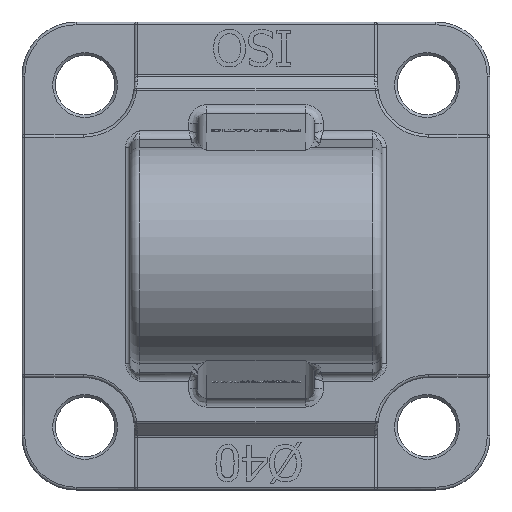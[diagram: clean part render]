
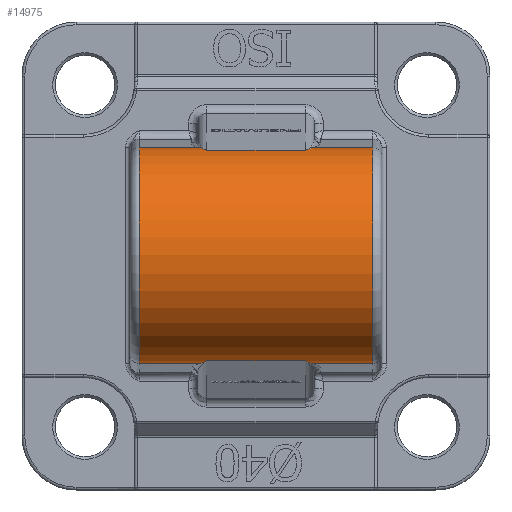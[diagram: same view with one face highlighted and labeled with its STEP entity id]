
A CAD part, top view. The second image highlights one B-rep face of the part: STEP entity #14975.
In plain terms, the highlighted cylindrical face has radius 12 mm (diameter 24 mm), a partial arc.
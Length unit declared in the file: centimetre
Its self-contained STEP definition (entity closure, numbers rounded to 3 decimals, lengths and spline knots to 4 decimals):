
#111=CYLINDRICAL_SURFACE($,#15590,1.2);
#203=CIRCLE($,#15591,1.2);
#204=CIRCLE($,#15592,1.2);
#1380=FACE_OUTER_BOUND($,#2256,.T.);
#2256=EDGE_LOOP($,(#12713,#12714,#12715,#12716,#12717,#12718,#12719,#12720,
#12721,#12722,#12723,#12724));
#3234=LINE($,#22790,#4601);
#3603=LINE($,#26124,#4970);
#3630=LINE($,#26669,#4997);
#3631=LINE($,#26673,#4998);
#3632=LINE($,#26688,#4999);
#3633=LINE($,#26692,#5000);
#4601=VECTOR($,#17047,1.1);
#4970=VECTOR($,#17604,1.1);
#4997=VECTOR($,#17701,0.6752);
#4998=VECTOR($,#17704,0.6752);
#4999=VECTOR($,#17705,0.6752);
#5000=VECTOR($,#17708,0.6752);
#5823=B_SPLINE_CURVE_WITH_KNOTS($,3,(#26520,#26521,#26522,#26523,#26524,
#26525),.UNSPECIFIED.,.F.,.F.,(4,2,4),(-0.2214,0.,0.0013),
 .UNSPECIFIED.);
#5829=B_SPLINE_CURVE_WITH_KNOTS($,3,(#26674,#26675,#26676,#26677,#26678,
#26679),.UNSPECIFIED.,.F.,.F.,(4,2,4),(-0.0012,0.,0.2215),
 .UNSPECIFIED.);
#5830=B_SPLINE_CURVE_WITH_KNOTS($,3,(#26681,#26682,#26683,#26684,#26685,
#26686),.UNSPECIFIED.,.F.,.F.,(4,2,4),(-0.2214,0.,0.0013),
 .UNSPECIFIED.);
#5831=B_SPLINE_CURVE_WITH_KNOTS($,3,(#26693,#26694,#26695,#26696,#26697,
#26698),.UNSPECIFIED.,.F.,.F.,(4,2,4),(-0.0012,0.,0.2215),
 .UNSPECIFIED.);
#6549=VERTEX_POINT($,#22786);
#6551=VERTEX_POINT($,#22789);
#6960=VERTEX_POINT($,#26118);
#6962=VERTEX_POINT($,#26122);
#7002=VERTEX_POINT($,#26518);
#7012=VERTEX_POINT($,#26668);
#7013=VERTEX_POINT($,#26670);
#7014=VERTEX_POINT($,#26672);
#7015=VERTEX_POINT($,#26680);
#7016=VERTEX_POINT($,#26687);
#7017=VERTEX_POINT($,#26689);
#7018=VERTEX_POINT($,#26691);
#8301=EDGE_CURVE($,#6551,#6549,#3234,.T.);
#8916=EDGE_CURVE($,#6962,#6960,#3603,.T.);
#8963=EDGE_CURVE($,#7002,#6549,#5823,.T.);
#8982=EDGE_CURVE($,#7002,#7012,#3630,.T.);
#8983=EDGE_CURVE($,#7013,#7012,#203,.T.);
#8984=EDGE_CURVE($,#7014,#7013,#3631,.T.);
#8985=EDGE_CURVE($,#6960,#7014,#5829,.T.);
#8986=EDGE_CURVE($,#7015,#6962,#5830,.T.);
#8987=EDGE_CURVE($,#7016,#7015,#3632,.T.);
#8988=EDGE_CURVE($,#7017,#7016,#204,.T.);
#8989=EDGE_CURVE($,#7017,#7018,#3633,.T.);
#8990=EDGE_CURVE($,#6551,#7018,#5831,.T.);
#12713=ORIENTED_EDGE($,*,*,#8963,.F.);
#12714=ORIENTED_EDGE($,*,*,#8982,.T.);
#12715=ORIENTED_EDGE($,*,*,#8983,.F.);
#12716=ORIENTED_EDGE($,*,*,#8984,.F.);
#12717=ORIENTED_EDGE($,*,*,#8985,.F.);
#12718=ORIENTED_EDGE($,*,*,#8916,.F.);
#12719=ORIENTED_EDGE($,*,*,#8986,.F.);
#12720=ORIENTED_EDGE($,*,*,#8987,.F.);
#12721=ORIENTED_EDGE($,*,*,#8988,.F.);
#12722=ORIENTED_EDGE($,*,*,#8989,.T.);
#12723=ORIENTED_EDGE($,*,*,#8990,.F.);
#12724=ORIENTED_EDGE($,*,*,#8301,.T.);
#14975=ADVANCED_FACE($,(#1380),#111,.T.);
#15590=AXIS2_PLACEMENT_3D($,#26667,#17699,#17700);
#15591=AXIS2_PLACEMENT_3D($,#26671,#17702,#17703);
#15592=AXIS2_PLACEMENT_3D($,#26690,#17706,#17707);
#17047=DIRECTION($,(1.,0.,0.));
#17604=DIRECTION($,(1.,0.,0.));
#17699=DIRECTION('center_axis',(1.,0.,0.));
#17700=DIRECTION('ref_axis',(0.,0.998,0.061));
#17701=DIRECTION($,(1.,0.,0.));
#17702=DIRECTION('center_axis',(1.,0.,0.));
#17703=DIRECTION('ref_axis',(0.,0.,1.));
#17704=DIRECTION($,(1.,0.,0.));
#17705=DIRECTION($,(1.,0.,0.));
#17706=DIRECTION('center_axis',(-1.,0.,0.));
#17707=DIRECTION('ref_axis',(0.,0.,1.));
#17708=DIRECTION($,(1.,0.,0.));
#22786=CARTESIAN_POINT('',(0.55,-1.1694,2.7694));
#22789=CARTESIAN_POINT('',(-0.55,-1.1694,2.7694));
#22790=CARTESIAN_POINT($,(-0.55,-1.1694,2.7694));
#26118=CARTESIAN_POINT('',(0.55,1.1694,2.7694));
#26122=CARTESIAN_POINT('',(-0.55,1.1694,2.7694));
#26124=CARTESIAN_POINT($,(-0.55,1.1694,2.7694));
#26518=CARTESIAN_POINT('',(0.6248,-1.1978,2.5732));
#26520=CARTESIAN_POINT('Ctrl Pts',(0.6248,-1.1978,
2.5732));
#26521=CARTESIAN_POINT('Ctrl Pts',(0.6013,-1.1937,
2.6392));
#26522=CARTESIAN_POINT('Ctrl Pts',(0.5758,-1.1843,
2.7044));
#26523=CARTESIAN_POINT('Ctrl Pts',(0.5503,-1.1695,
2.7686));
#26524=CARTESIAN_POINT('Ctrl Pts',(0.5501,-1.1695,2.769));
#26525=CARTESIAN_POINT('Ctrl Pts',(0.55,-1.1694,2.7694));
#26667=CARTESIAN_POINT('Origin',(0.,0.,2.5));
#26668=CARTESIAN_POINT('',(1.3,-1.1978,2.5732));
#26669=CARTESIAN_POINT($,(0.6248,-1.1978,2.5732));
#26670=CARTESIAN_POINT('',(1.3,1.1978,2.5732));
#26671=CARTESIAN_POINT('Origin',(1.3,0.,2.5));
#26672=CARTESIAN_POINT('',(0.6248,1.1978,2.5732));
#26673=CARTESIAN_POINT($,(0.6248,1.1978,2.5732));
#26674=CARTESIAN_POINT('Ctrl Pts',(0.55,1.1694,2.7694));
#26675=CARTESIAN_POINT('Ctrl Pts',(0.5501,1.1695,2.769));
#26676=CARTESIAN_POINT('Ctrl Pts',(0.5503,1.1695,2.7687));
#26677=CARTESIAN_POINT('Ctrl Pts',(0.5758,1.1843,2.7044));
#26678=CARTESIAN_POINT('Ctrl Pts',(0.6013,1.1937,2.6392));
#26679=CARTESIAN_POINT('Ctrl Pts',(0.6248,1.1978,2.5732));
#26680=CARTESIAN_POINT('',(-0.6248,1.1978,2.5732));
#26681=CARTESIAN_POINT('Ctrl Pts',(-0.6248,1.1978,
2.5732));
#26682=CARTESIAN_POINT('Ctrl Pts',(-0.6013,1.1937,2.6392));
#26683=CARTESIAN_POINT('Ctrl Pts',(-0.5758,1.1843,
2.7044));
#26684=CARTESIAN_POINT('Ctrl Pts',(-0.5503,1.1695,
2.7686));
#26685=CARTESIAN_POINT('Ctrl Pts',(-0.5501,1.1695,
2.769));
#26686=CARTESIAN_POINT('Ctrl Pts',(-0.55,1.1694,2.7694));
#26687=CARTESIAN_POINT('',(-1.3,1.1978,2.5732));
#26688=CARTESIAN_POINT($,(-1.3,1.1978,2.5732));
#26689=CARTESIAN_POINT('',(-1.3,-1.1978,2.5732));
#26690=CARTESIAN_POINT('Origin',(-1.3,0.,2.5));
#26691=CARTESIAN_POINT('',(-0.6248,-1.1978,2.5732));
#26692=CARTESIAN_POINT($,(-1.3,-1.1978,2.5732));
#26693=CARTESIAN_POINT('Ctrl Pts',(-0.55,-1.1694,2.7694));
#26694=CARTESIAN_POINT('Ctrl Pts',(-0.5501,-1.1695,
2.769));
#26695=CARTESIAN_POINT('Ctrl Pts',(-0.5503,-1.1695,
2.7687));
#26696=CARTESIAN_POINT('Ctrl Pts',(-0.5758,-1.1843,
2.7044));
#26697=CARTESIAN_POINT('Ctrl Pts',(-0.6013,-1.1937,
2.6392));
#26698=CARTESIAN_POINT('Ctrl Pts',(-0.6248,-1.1978,
2.5732));
